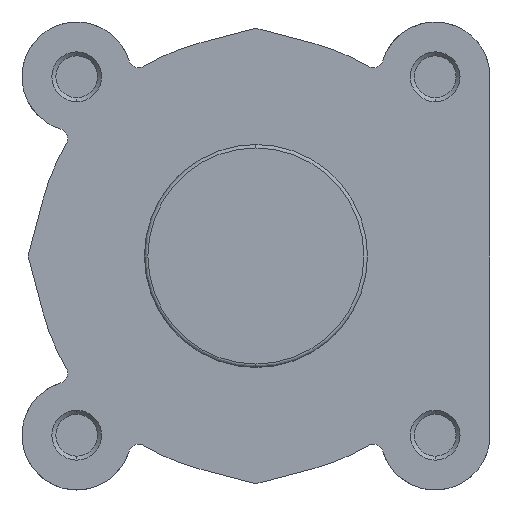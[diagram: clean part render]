
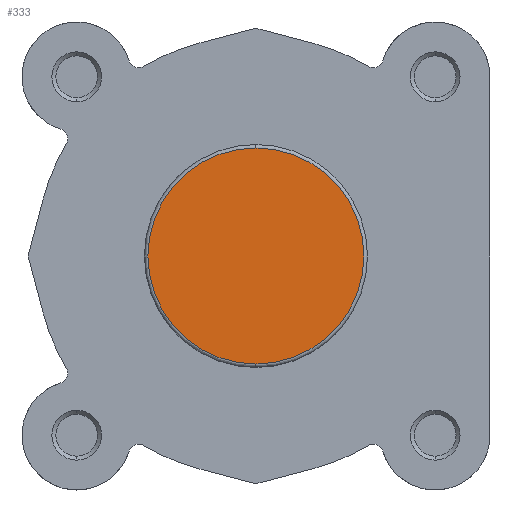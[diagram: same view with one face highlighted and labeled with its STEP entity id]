
A CAD part, left-side view. The second image highlights one B-rep face of the part: STEP entity #333.
In plain terms, the highlighted planar face has unit normal (-1, 0, 0).
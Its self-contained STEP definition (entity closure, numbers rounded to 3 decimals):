
#223 = EDGE_CURVE ( 'NONE', #4136, #4121, #5739, .T. ) ;
#333 = ADVANCED_FACE ( 'NONE', ( #5910 ), #2160, .F. ) ;
#1288 = CARTESIAN_POINT ( 'NONE',  ( 0., 0., 21.7 ) ) ;
#1298 = CARTESIAN_POINT ( 'NONE',  ( 0., 0., -21.7 ) ) ;
#2105 = DIRECTION ( 'NONE',  ( 0., 0., -1. ) ) ;
#2107 = DIRECTION ( 'NONE',  ( 1., 0., 0. ) ) ;
#2142 = CARTESIAN_POINT ( 'NONE',  ( 0., 22.4, 0. ) ) ;
#2160 = PLANE ( 'NONE',  #6770 ) ;
#2435 = CIRCLE ( 'NONE', #7083, 21.7 ) ;
#3277 = CARTESIAN_POINT ( 'NONE',  ( 0., 0., 0. ) ) ;
#3283 = DIRECTION ( 'NONE',  ( -1., 0., 0. ) ) ;
#3284 = DIRECTION ( 'NONE',  ( 0., 0., -1. ) ) ;
#3923 = DIRECTION ( 'NONE',  ( -1., 0., 0. ) ) ;
#4121 = VERTEX_POINT ( 'NONE', #1288 ) ;
#4136 = VERTEX_POINT ( 'NONE', #1298 ) ;
#4192 = DIRECTION ( 'NONE',  ( 0., 0., -1. ) ) ;
#4331 = CARTESIAN_POINT ( 'NONE',  ( 0., 0., 0. ) ) ;
#4488 = EDGE_LOOP ( 'NONE', ( #5073, #5072 ) ) ;
#5072 = ORIENTED_EDGE ( 'NONE', *, *, #6379, .T. ) ;
#5073 = ORIENTED_EDGE ( 'NONE', *, *, #223, .T. ) ;
#5739 = CIRCLE ( 'NONE', #6694, 21.7 ) ;
#5910 = FACE_OUTER_BOUND ( 'NONE', #4488, .T. ) ;
#6379 = EDGE_CURVE ( 'NONE', #4121, #4136, #2435, .T. ) ;
#6694 = AXIS2_PLACEMENT_3D ( 'NONE', #4331, #3923, #4192 ) ;
#6770 = AXIS2_PLACEMENT_3D ( 'NONE', #2142, #2107, #2105 ) ;
#7083 = AXIS2_PLACEMENT_3D ( 'NONE', #3277, #3283, #3284 ) ;
